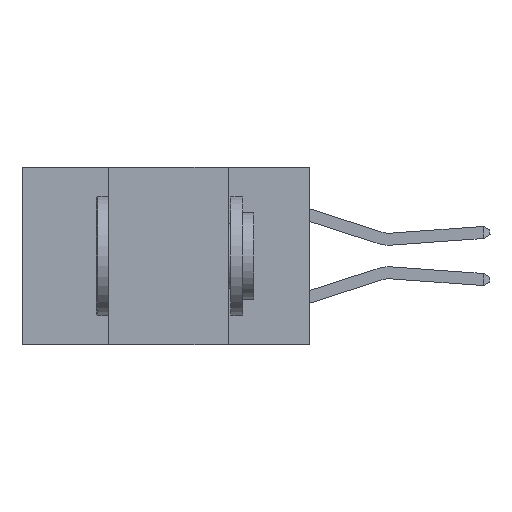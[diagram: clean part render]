
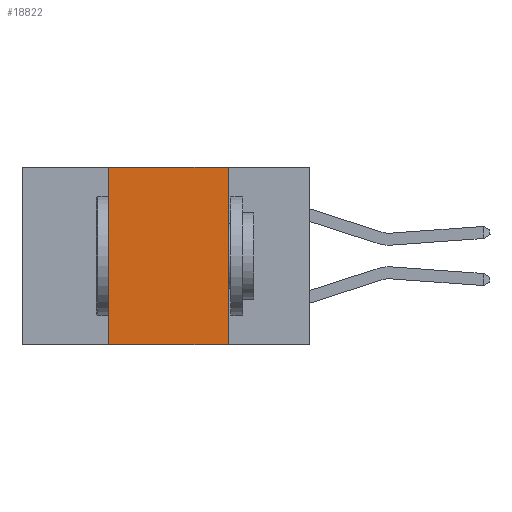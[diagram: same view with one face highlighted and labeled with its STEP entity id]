
A CAD part, left-side view. The second image highlights one B-rep face of the part: STEP entity #18822.
In plain terms, the highlighted planar face has unit normal (-1, 0, 0).
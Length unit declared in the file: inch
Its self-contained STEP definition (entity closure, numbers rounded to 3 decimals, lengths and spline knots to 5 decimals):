
#939 = EDGE_CURVE ( 'NONE', #12326, #2891, #12376, .T. ) ;
#2518 = DIRECTION ( 'NONE',  ( 0., 0., -1. ) ) ;
#2648 = CARTESIAN_POINT ( 'NONE',  ( 0., 0.6, 0. ) ) ;
#2891 = VERTEX_POINT ( 'NONE', #28175 ) ;
#3751 = CARTESIAN_POINT ( 'NONE',  ( 0., 0.42, -0.37 ) ) ;
#4207 = VERTEX_POINT ( 'NONE', #4509 ) ;
#4509 = CARTESIAN_POINT ( 'NONE',  ( 0., 0.17, 0. ) ) ;
#5304 = CARTESIAN_POINT ( 'NONE',  ( 0., 0.6, 0. ) ) ;
#5729 = DIRECTION ( 'NONE',  ( 0., 0., -1. ) ) ;
#6389 = ORIENTED_EDGE ( 'NONE', *, *, #19667, .T. ) ;
#6744 = EDGE_CURVE ( 'NONE', #4207, #13390, #23840, .T. ) ;
#7935 = CARTESIAN_POINT ( 'NONE',  ( 0., 0.6, -0.37 ) ) ;
#8428 = ORIENTED_EDGE ( 'NONE', *, *, #14271, .F. ) ;
#8986 = DIRECTION ( 'NONE',  ( 1., 0., 0. ) ) ;
#10130 = CARTESIAN_POINT ( 'NONE',  ( 0., 0.17, -0.37 ) ) ;
#10362 = DIRECTION ( 'NONE',  ( 0., 0., 1. ) ) ;
#12171 = EDGE_LOOP ( 'NONE', ( #17275, #8428, #25264, #6389 ) ) ;
#12326 = VERTEX_POINT ( 'NONE', #16537 ) ;
#12376 = LINE ( 'NONE', #3751, #20270 ) ;
#13390 = VERTEX_POINT ( 'NONE', #10130 ) ;
#14271 = EDGE_CURVE ( 'NONE', #2891, #4207, #25292, .T. ) ;
#14660 = VECTOR ( 'NONE', #18821, 39.37008 ) ;
#15047 = CARTESIAN_POINT ( 'NONE',  ( 0., 0.17, -0.37 ) ) ;
#15895 = FACE_OUTER_BOUND ( 'NONE', #12171, .T. ) ;
#16537 = CARTESIAN_POINT ( 'NONE',  ( 0., 0.42, -0.37 ) ) ;
#16722 = DIRECTION ( 'NONE',  ( 0., -1., 0. ) ) ;
#17275 = ORIENTED_EDGE ( 'NONE', *, *, #6744, .F. ) ;
#17418 = AXIS2_PLACEMENT_3D ( 'NONE', #2648, #8986, #2518 ) ;
#18821 = DIRECTION ( 'NONE',  ( 0., -1., 0. ) ) ;
#18822 = ADVANCED_FACE ( 'NONE', ( #15895 ), #24383, .F. ) ;
#19013 = LINE ( 'NONE', #7935, #19760 ) ;
#19667 = EDGE_CURVE ( 'NONE', #12326, #13390, #19013, .T. ) ;
#19760 = VECTOR ( 'NONE', #16722, 39.37008 ) ;
#20270 = VECTOR ( 'NONE', #10362, 39.37008 ) ;
#23840 = LINE ( 'NONE', #15047, #25965 ) ;
#24383 = PLANE ( 'NONE',  #17418 ) ;
#25264 = ORIENTED_EDGE ( 'NONE', *, *, #939, .F. ) ;
#25292 = LINE ( 'NONE', #5304, #14660 ) ;
#25965 = VECTOR ( 'NONE', #5729, 39.37008 ) ;
#28175 = CARTESIAN_POINT ( 'NONE',  ( 0., 0.42, 0. ) ) ;
